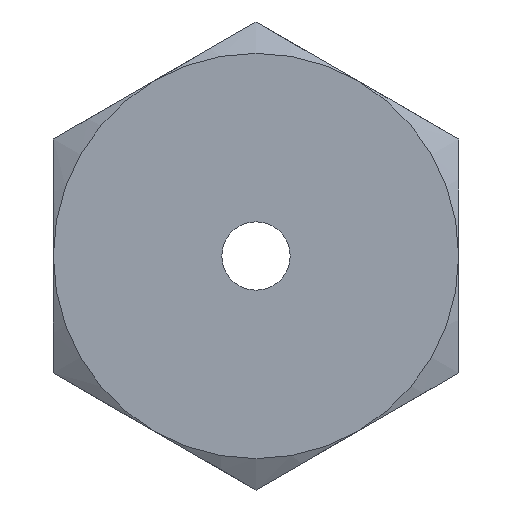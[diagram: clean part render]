
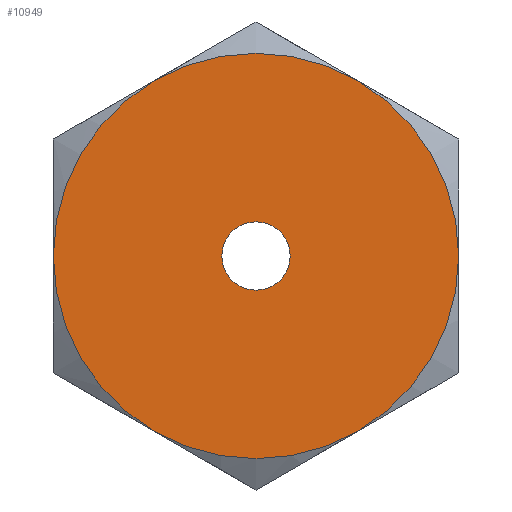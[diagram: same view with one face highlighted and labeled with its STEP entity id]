
A CAD part, left-side view. The second image highlights one B-rep face of the part: STEP entity #10949.
In plain terms, the highlighted planar face has unit normal (-1, 0, 0).
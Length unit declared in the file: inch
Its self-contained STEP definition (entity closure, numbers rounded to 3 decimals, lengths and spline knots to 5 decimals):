
#5232=CARTESIAN_POINT('',(-0.11,0.07713,
-0.13358));
#5246=CARTESIAN_POINT('',(-0.11,0.15425,
0.));
#5273=CARTESIAN_POINT('',(-0.11,0.07712,
0.13358));
#5287=CARTESIAN_POINT('',(-0.11,0.,0.));
#5288=DIRECTION('',(-1.,0.,0.));
#5289=DIRECTION('',(0.,1.,0.));
#5290=AXIS2_PLACEMENT_3D('',#5287,#5288,#5289);
#5292=CARTESIAN_POINT('',(-0.11,0.,0.));
#5293=DIRECTION('',(-1.,0.,0.));
#5294=DIRECTION('',(0.,0.5,0.866));
#5295=AXIS2_PLACEMENT_3D('',#5292,#5293,#5294);
#5297=CARTESIAN_POINT('',(-0.11,0.,0.));
#5298=DIRECTION('',(-1.,0.,0.));
#5299=DIRECTION('',(0.,-0.5,0.866));
#5300=AXIS2_PLACEMENT_3D('',#5297,#5298,#5299);
#5302=CARTESIAN_POINT('',(-0.11,0.,0.));
#5303=DIRECTION('',(-1.,0.,0.));
#5304=DIRECTION('',(0.,-1.,0.));
#5305=AXIS2_PLACEMENT_3D('',#5302,#5303,#5304);
#5307=CARTESIAN_POINT('',(-0.11,0.,0.));
#5308=DIRECTION('',(-1.,0.,0.));
#5309=DIRECTION('',(0.,-0.5,-0.866));
#5310=AXIS2_PLACEMENT_3D('',#5307,#5308,#5309);
#5312=CARTESIAN_POINT('',(-0.11,0.,0.));
#5313=DIRECTION('',(-1.,0.,0.));
#5314=DIRECTION('',(0.,0.5,-0.866));
#5315=AXIS2_PLACEMENT_3D('',#5312,#5313,#5314);
#5317=CARTESIAN_POINT('',(-0.11,0.,0.));
#5318=DIRECTION('',(1.,0.,0.));
#5319=DIRECTION('',(0.,-1.,0.));
#5320=AXIS2_PLACEMENT_3D('',#5317,#5318,#5319);
#5322=CARTESIAN_POINT('',(-0.11,0.,0.));
#5323=DIRECTION('',(1.,0.,0.));
#5324=DIRECTION('',(0.,1.,0.));
#5325=AXIS2_PLACEMENT_3D('',#5322,#5323,#5324);
#5341=CARTESIAN_POINT('',(-0.11,-0.07713,
0.13358));
#5362=CARTESIAN_POINT('',(-0.11,-0.15425,
0.));
#5382=CARTESIAN_POINT('',(-0.11,-0.07712,
-0.13358));
#5653=VERTEX_POINT('',#5232);
#5655=VERTEX_POINT('',#5246);
#5658=VERTEX_POINT('',#5273);
#5660=VERTEX_POINT('',#5341);
#5662=VERTEX_POINT('',#5362);
#5663=VERTEX_POINT('',#5382);
#5668=CARTESIAN_POINT('',(-0.11,-0.026,0.));
#5669=CARTESIAN_POINT('',(-0.11,0.026,0.));
#5670=VERTEX_POINT('',#5668);
#5671=VERTEX_POINT('',#5669);
#10930=CARTESIAN_POINT('',(-0.11,0.,0.));
#10931=DIRECTION('',(1.,0.,0.));
#10932=DIRECTION('',(0.,1.,0.));
#10933=AXIS2_PLACEMENT_3D('',#10930,#10931,#10932);
#10934=PLANE('',#10933);
#10935=ORIENTED_EDGE('',*,*,#10828,.F.);
#10936=ORIENTED_EDGE('',*,*,#10898,.F.);
#10937=ORIENTED_EDGE('',*,*,#10911,.F.);
#10938=ORIENTED_EDGE('',*,*,#10925,.F.);
#10939=ORIENTED_EDGE('',*,*,#10855,.F.);
#10940=ORIENTED_EDGE('',*,*,#10839,.F.);
#10941=EDGE_LOOP('',(#10935,#10936,#10937,#10938,#10939,#10940));
#10942=FACE_OUTER_BOUND('',#10941,.F.);
#10944=ORIENTED_EDGE('',*,*,#10943,.F.);
#10946=ORIENTED_EDGE('',*,*,#10945,.F.);
#10947=EDGE_LOOP('',(#10944,#10946));
#10948=FACE_BOUND('',#10947,.F.);
#5291=CIRCLE('',#5290,0.15425);
#5296=CIRCLE('',#5295,0.15425);
#5301=CIRCLE('',#5300,0.15425);
#5306=CIRCLE('',#5305,0.15425);
#5311=CIRCLE('',#5310,0.15425);
#5316=CIRCLE('',#5315,0.15425);
#5321=CIRCLE('',#5320,0.026);
#5326=CIRCLE('',#5325,0.026);
#10828=EDGE_CURVE('',#5655,#5653,#5291,.T.);
#10839=EDGE_CURVE('',#5653,#5663,#5316,.T.);
#10855=EDGE_CURVE('',#5663,#5662,#5311,.T.);
#10898=EDGE_CURVE('',#5658,#5655,#5296,.T.);
#10911=EDGE_CURVE('',#5660,#5658,#5301,.T.);
#10925=EDGE_CURVE('',#5662,#5660,#5306,.T.);
#10943=EDGE_CURVE('',#5670,#5671,#5321,.T.);
#10945=EDGE_CURVE('',#5671,#5670,#5326,.T.);
#10949=ADVANCED_FACE('',(#10942,#10948),#10934,.F.);
